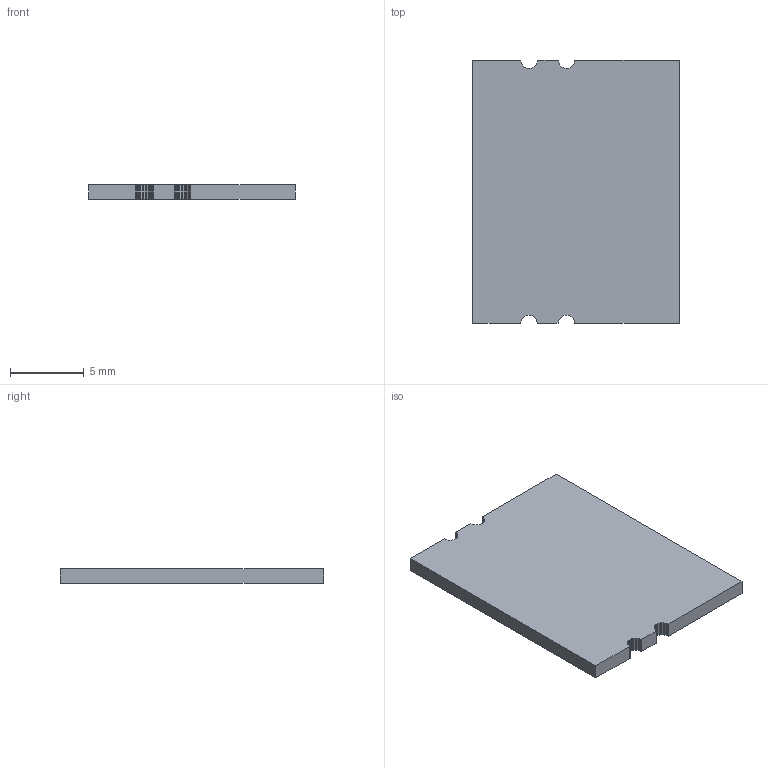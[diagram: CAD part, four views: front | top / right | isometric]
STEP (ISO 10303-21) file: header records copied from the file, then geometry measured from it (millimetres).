
FILE_DESCRIPTION(('for SolidWorks'),'2;1');
FILE_NAME('4P-RGB-Strip.step','2014-08-20T17:20:38',('chris' ),(''),'Open CASCADE STEP processor 6.6','Diptrace','Unknown');
FILE_SCHEMA(('AUTOMOTIVE_DESIGN { 1 0 10303 214 1 1 1 1 }'));
Length unit declared in the file: millimetre
Products named in the file (2): PCB; Board
Assembly tree (1 placements, depth 2):
  PCB
    Board
Bounding box: 13.97 x 17.8 x 1 mm (x, y, z)
Volume: 246.5 mm3; surface area: 559.1 mm2
Topology: 1 solids, 1 shells, 86 faces, 252 edges, 168 vertices
Faces by surface type: plane 86
Entity records: 2833 total; most frequent: CARTESIAN_POINT 508, ORIENTED_EDGE 504, DIRECTION 428, EDGE_CURVE 252, LINE 252, VECTOR 252, VERTEX_POINT 168, AXIS2_PLACEMENT_3D 88
